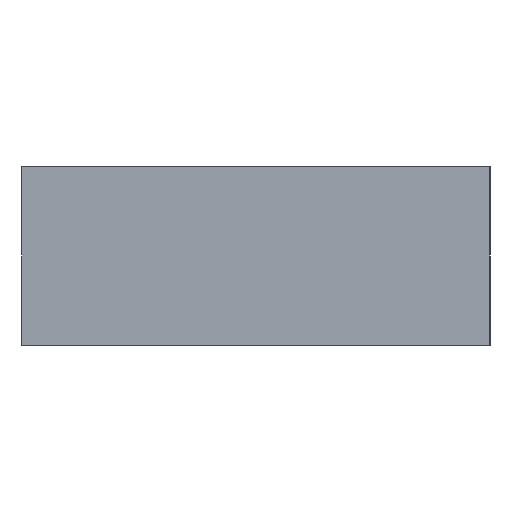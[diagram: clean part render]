
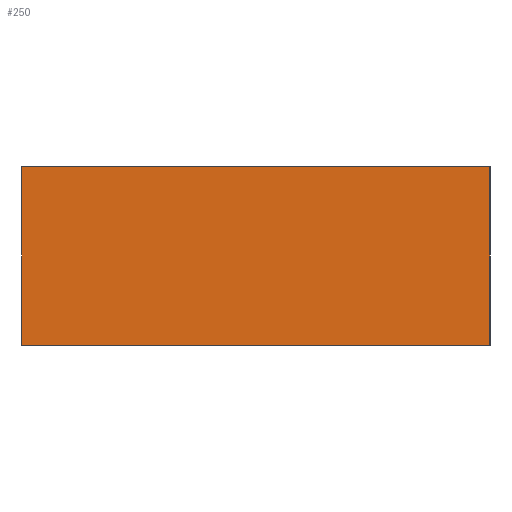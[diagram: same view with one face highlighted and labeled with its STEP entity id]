
A CAD part, left-side view. The second image highlights one B-rep face of the part: STEP entity #250.
In plain terms, the highlighted planar face has unit normal (-1, 0, 0).
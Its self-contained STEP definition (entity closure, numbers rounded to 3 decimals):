
#132=CARTESIAN_POINT('',(-23.313,-9.025,-0.6));
#133=VERTEX_POINT('',#132);
#134=CARTESIAN_POINT('',(-23.313,-9.025,6.3));
#135=VERTEX_POINT('',#134);
#136=CARTESIAN_POINT('',(-23.313,-9.025,-0.6));
#137=DIRECTION('',(0.,0.,1.));
#138=VECTOR('',#137,6.9);
#139=LINE('',#136,#138);
#140=EDGE_CURVE('',#133,#135,#139,.T.);
#204=CARTESIAN_POINT('',(-23.313,9.025,-0.6));
#205=VERTEX_POINT('',#204);
#212=CARTESIAN_POINT('',(-23.313,9.025,6.3));
#213=VERTEX_POINT('',#212);
#214=CARTESIAN_POINT('',(-23.313,9.025,6.3));
#215=DIRECTION('',(0.,0.,-1.));
#216=VECTOR('',#215,6.9);
#217=LINE('',#214,#216);
#218=EDGE_CURVE('',#213,#205,#217,.T.);
#229=CARTESIAN_POINT('',(-23.313,0.,-0.4));
#230=DIRECTION('',(-1.,0.,0.));
#231=DIRECTION('',(0.,-1.,0.));
#232=AXIS2_PLACEMENT_3D('',#229,#230,#231);
#233=PLANE('',#232);
#234=ORIENTED_EDGE('',*,*,#218,.T.);
#235=CARTESIAN_POINT('',(-23.313,9.025,-0.6));
#236=DIRECTION('',(0.,-1.,0.));
#237=VECTOR('',#236,18.05);
#238=LINE('',#235,#237);
#239=EDGE_CURVE('',#205,#133,#238,.T.);
#240=ORIENTED_EDGE('',*,*,#239,.T.);
#241=ORIENTED_EDGE('',*,*,#140,.T.);
#242=CARTESIAN_POINT('',(-23.313,9.025,6.3));
#243=DIRECTION('',(0.,-1.,0.));
#244=VECTOR('',#243,18.05);
#245=LINE('',#242,#244);
#246=EDGE_CURVE('',#213,#135,#245,.T.);
#247=ORIENTED_EDGE('',*,*,#246,.F.);
#248=EDGE_LOOP('',(#234,#240,#241,#247));
#249=FACE_BOUND('',#248,.T.);
#250=ADVANCED_FACE('',(#249),#233,.T.);
